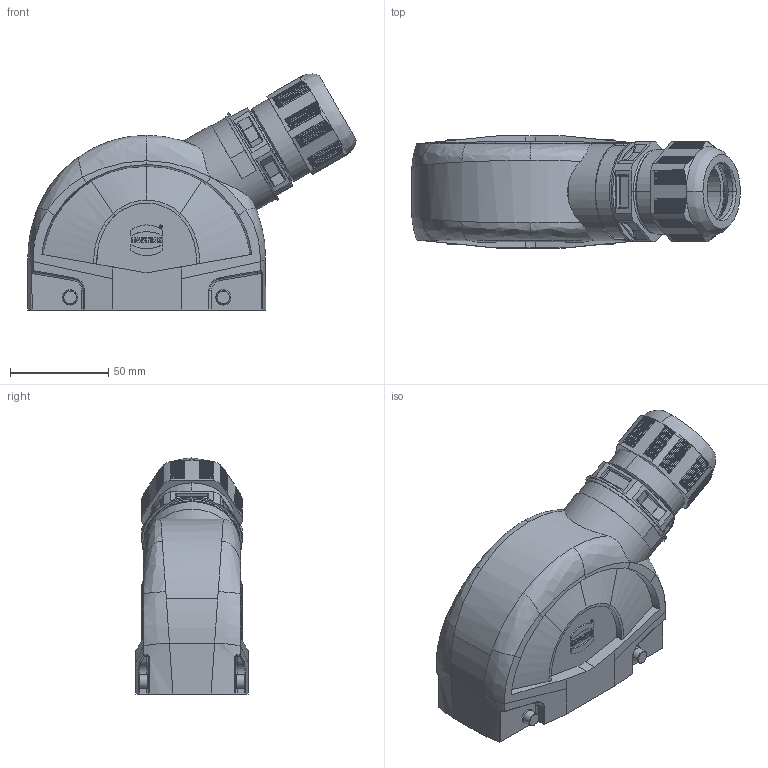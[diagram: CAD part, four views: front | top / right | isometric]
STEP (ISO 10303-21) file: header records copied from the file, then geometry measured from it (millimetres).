
FILE_DESCRIPTION(/* description */ (''),/* implementation_level */ '2;1');
FILE_NAME(/* name */ '100556387ugm000_b.stp',/* time_stamp */ '2017-10-27T14:29:59+02:00',/* author */ (''),/* organization */ (''),/* preprocessor_version */ 'ST-DEVELOPER v16',/* originating_system */ 'SIEMENS PLM Software NX 10.0',/* authorisation */ '');
FILE_SCHEMA (('AUTOMOTIVE_DESIGN { 1 0 10303 214 3 1 1 1 }'));
Products named in the file (1): 100556387ugm000_b
Bounding box: 167.14 x 57 x 120.07 mm (x, y, z)
Volume: 204633.4 mm3; surface area: 104945 mm2
Topology: 1 solids, 1 shells, 1712 faces, 4768 edges, 3104 vertices
Faces by surface type: plane 920, revolution 484, cylinder 143, bspline 138, cone 27
Full cylindrical faces by diameter (mm): 1.12 x2, 1.2 x2, 1.57 x2, 6.8 x4, 35.224 x1, 38.6 x1, 49 x1
Entity records: 73932 total; most frequent: CARTESIAN_POINT 20323, ORIENTED_EDGE 9464, DIRECTION 7264, EDGE_CURVE 4732, VERTEX_POINT 3091, LINE 2916, VECTOR 2916, AXIS2_PLACEMENT_3D 1932
